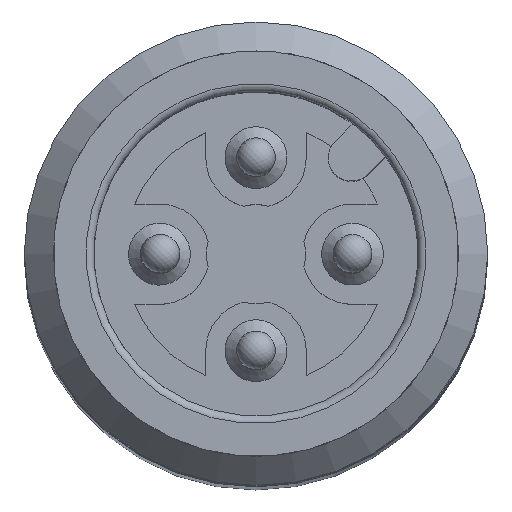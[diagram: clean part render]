
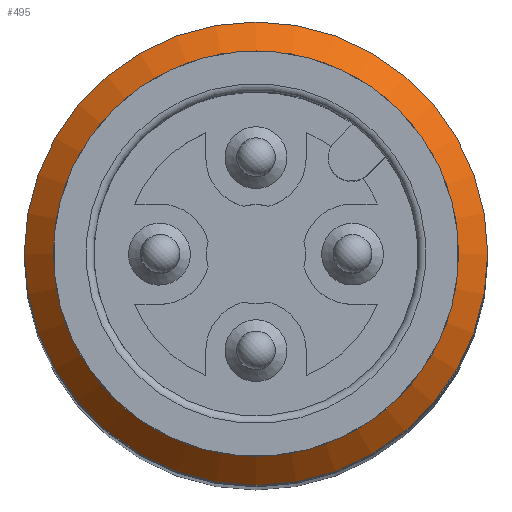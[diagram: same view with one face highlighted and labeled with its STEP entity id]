
A CAD part, top view. The second image highlights one B-rep face of the part: STEP entity #495.
In plain terms, the highlighted conical face has half-angle 45 degrees and reference radius 5.25 mm.
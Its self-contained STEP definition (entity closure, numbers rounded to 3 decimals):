
#495 = ADVANCED_FACE( '', ( #725, #726 ), #727, .T. );
#725 = FACE_OUTER_BOUND( '', #1240, .T. );
#726 = FACE_BOUND( '', #1241, .T. );
#727 = CONICAL_SURFACE( '', #1242, 5.25, 0.785 );
#1240 = EDGE_LOOP( '', ( #1501 ) );
#1241 = EDGE_LOOP( '', ( #1502 ) );
#1242 = AXIS2_PLACEMENT_3D( '', #1503, #1504, #1505 );
#1501 = ORIENTED_EDGE( '', *, *, #1827, .F. );
#1502 = ORIENTED_EDGE( '', *, *, #1828, .F. );
#1503 = CARTESIAN_POINT( '', ( 0., 0., 68.8 ) );
#1504 = DIRECTION( '', ( 0., 0., -1. ) );
#1505 = DIRECTION( '', ( -1., 0., 0. ) );
#1827 = EDGE_CURVE( '', #2178, #2178, #2179, .F. );
#1828 = EDGE_CURVE( '', #2180, #2180, #2181, .T. );
#2178 = VERTEX_POINT( '', #2764 );
#2179 = CIRCLE( '', #2765, 6. );
#2180 = VERTEX_POINT( '', #2766 );
#2181 = CIRCLE( '', #2767, 5.25 );
#2764 = CARTESIAN_POINT( '', ( 6., 0., 68.05 ) );
#2765 = AXIS2_PLACEMENT_3D( '', #2800, #2801, #2802 );
#2766 = CARTESIAN_POINT( '', ( 5.25, 0., 68.8 ) );
#2767 = AXIS2_PLACEMENT_3D( '', #2803, #2804, #2805 );
#2800 = CARTESIAN_POINT( '', ( 0., 0., 68.05 ) );
#2801 = DIRECTION( '', ( 0., 0., 1. ) );
#2802 = DIRECTION( '', ( 1., 0., 0. ) );
#2803 = CARTESIAN_POINT( '', ( 0., 0., 68.8 ) );
#2804 = DIRECTION( '', ( 0., 0., 1. ) );
#2805 = DIRECTION( '', ( 1., 0., 0. ) );
